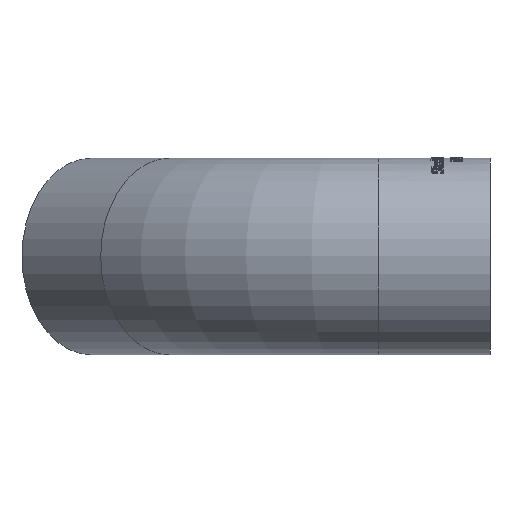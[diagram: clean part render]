
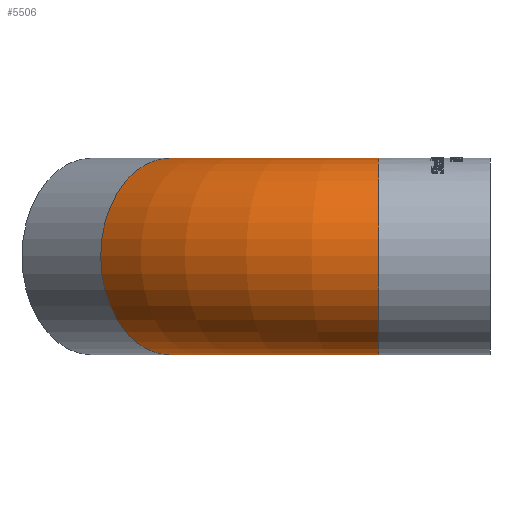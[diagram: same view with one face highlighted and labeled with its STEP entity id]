
A CAD part, left-side view. The second image highlights one B-rep face of the part: STEP entity #5506.
In plain terms, the highlighted toroidal (fillet/blend) face has major radius 38.1 mm and minor radius 12.7 mm.
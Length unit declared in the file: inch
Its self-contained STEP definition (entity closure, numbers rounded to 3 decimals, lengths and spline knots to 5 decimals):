
#14=TOROIDAL_SURFACE('',#5813,1.5,0.5);
#80=FACE_BOUND('',#989,.T.);
#648=FACE_OUTER_BOUND('',#988,.T.);
#988=EDGE_LOOP('',(#5147));
#989=EDGE_LOOP('',(#5148));
#1400=CIRCLE('',#5791,0.5);
#1407=CIRCLE('',#5810,0.5);
#2696=VERTEX_POINT('',#12249);
#2703=VERTEX_POINT('',#12275);
#3511=EDGE_CURVE('',#2696,#2696,#1400,.T.);
#3518=EDGE_CURVE('',#2703,#2703,#1407,.T.);
#5147=ORIENTED_EDGE('',*,*,#3518,.F.);
#5148=ORIENTED_EDGE('',*,*,#3511,.F.);
#5506=ADVANCED_FACE('',(#648,#80),#14,.T.);
#5791=AXIS2_PLACEMENT_3D('',#12250,#6753,#6754);
#5810=AXIS2_PLACEMENT_3D('',#12276,#6791,#6792);
#5813=AXIS2_PLACEMENT_3D('',#12279,#6797,#6798);
#6753=DIRECTION('center_axis',(0.,-1.,0.));
#6754=DIRECTION('ref_axis',(1.,0.,0.));
#6791=DIRECTION('center_axis',(0.707,0.707,0.));
#6792=DIRECTION('ref_axis',(0.707,-0.707,0.));
#6797=DIRECTION('center_axis',(0.,0.,-1.));
#6798=DIRECTION('ref_axis',(-1.,0.,0.));
#12249=CARTESIAN_POINT('',(0.,0.,-0.5));
#12250=CARTESIAN_POINT('Origin',(0.,0.,0.));
#12275=CARTESIAN_POINT('',(0.43934,1.06066,0.5));
#12276=CARTESIAN_POINT('Origin',(0.43934,1.06066,0.));
#12279=CARTESIAN_POINT('Origin',(1.5,0.,0.));
